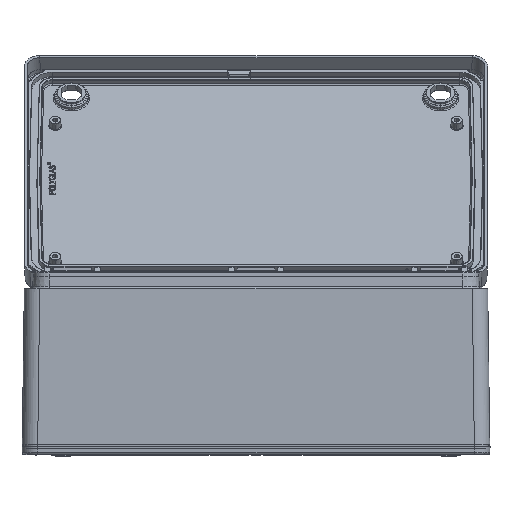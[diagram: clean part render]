
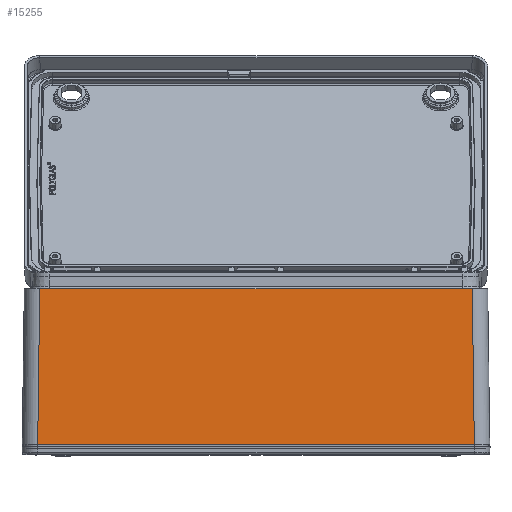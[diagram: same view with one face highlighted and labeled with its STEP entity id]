
A CAD part, top view. The second image highlights one B-rep face of the part: STEP entity #15255.
In plain terms, the highlighted planar face has unit normal (0, 0.013, 1).
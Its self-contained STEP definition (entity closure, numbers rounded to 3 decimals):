
#8756 = CARTESIAN_POINT ( 'NONE',  ( -282.68, 0., 202.678 ) ) ;
#8758 = DIRECTION ( 'NONE',  ( 1., 0., 0. ) ) ;
#8760 = VECTOR ( 'NONE', #8758, 1000. ) ;
#8762 = CARTESIAN_POINT ( 'NONE',  ( -302.75, 0., 202.678 ) ) ;
#8763 = LINE ( 'NONE', #8762, #8760 ) ;
#8803 = CARTESIAN_POINT ( 'NONE',  ( 282.68, 0., 202.678 ) ) ;
#10426 = VERTEX_POINT ( 'NONE', #140777 ) ;
#13290 = DIRECTION ( 'NONE',  ( -0.013, -1., 0.013 ) ) ;
#13291 = VECTOR ( 'NONE', #13290, 1000. ) ;
#13293 = CARTESIAN_POINT ( 'NONE',  ( -282.755, -5.762, 202.753 ) ) ;
#13301 = LINE ( 'NONE', #13293, #13291 ) ;
#13357 = CARTESIAN_POINT ( 'NONE',  ( -280.035, 202.007, 200.034 ) ) ;
#13637 = DIRECTION ( 'NONE',  ( -0.013, 1., -0.013 ) ) ;
#13638 = VECTOR ( 'NONE', #13637, 1000. ) ;
#13640 = CARTESIAN_POINT ( 'NONE',  ( 282.651, 2.162, 202.65 ) ) ;
#13642 = LINE ( 'NONE', #13640, #13638 ) ;
#13673 = PLANE ( 'NONE',  #13684 ) ;
#13675 = FACE_OUTER_BOUND ( 'NONE', #15257, .T. ) ;
#13684 = AXIS2_PLACEMENT_3D ( 'NONE', #13691, #13689, #13747 ) ;
#13689 = DIRECTION ( 'NONE',  ( 0., 0.013, 1. ) ) ;
#13691 = CARTESIAN_POINT ( 'NONE',  ( -302.75, -5.5, 202.75 ) ) ;
#13747 = DIRECTION ( 'NONE',  ( 0., -1., 0.013 ) ) ;
#13813 = DIRECTION ( 'NONE',  ( -1., 0., 0. ) ) ;
#13815 = VECTOR ( 'NONE', #13813, 1000. ) ;
#13817 = CARTESIAN_POINT ( 'NONE',  ( -280.029, 202.007, 200.034 ) ) ;
#13822 = LINE ( 'NONE', #13817, #13815 ) ;
#14327 = VERTEX_POINT ( 'NONE', #8803 ) ;
#14337 = EDGE_CURVE ( 'NONE', #14339, #14327, #8763, .T. ) ;
#14339 = VERTEX_POINT ( 'NONE', #8756 ) ;
#15181 = EDGE_CURVE ( 'NONE', #15185, #14339, #13301, .T. ) ;
#15185 = VERTEX_POINT ( 'NONE', #13357 ) ;
#15229 = EDGE_CURVE ( 'NONE', #14327, #10426, #13642, .T. ) ;
#15255 = ADVANCED_FACE ( 'NONE', ( #13675 ), #13673, .T. ) ;
#15257 = EDGE_LOOP ( 'NONE', ( #15258, #15261, #15265, #15268 ) ) ;
#15258 = ORIENTED_EDGE ( 'NONE', *, *, #15229, .T. ) ;
#15261 = ORIENTED_EDGE ( 'NONE', *, *, #15263, .T. ) ;
#15263 = EDGE_CURVE ( 'NONE', #10426, #15185, #13822, .T. ) ;
#15265 = ORIENTED_EDGE ( 'NONE', *, *, #15181, .T. ) ;
#15268 = ORIENTED_EDGE ( 'NONE', *, *, #14337, .T. ) ;
#140777 = CARTESIAN_POINT ( 'NONE',  ( 280.035, 202.007, 200.034 ) ) ;
